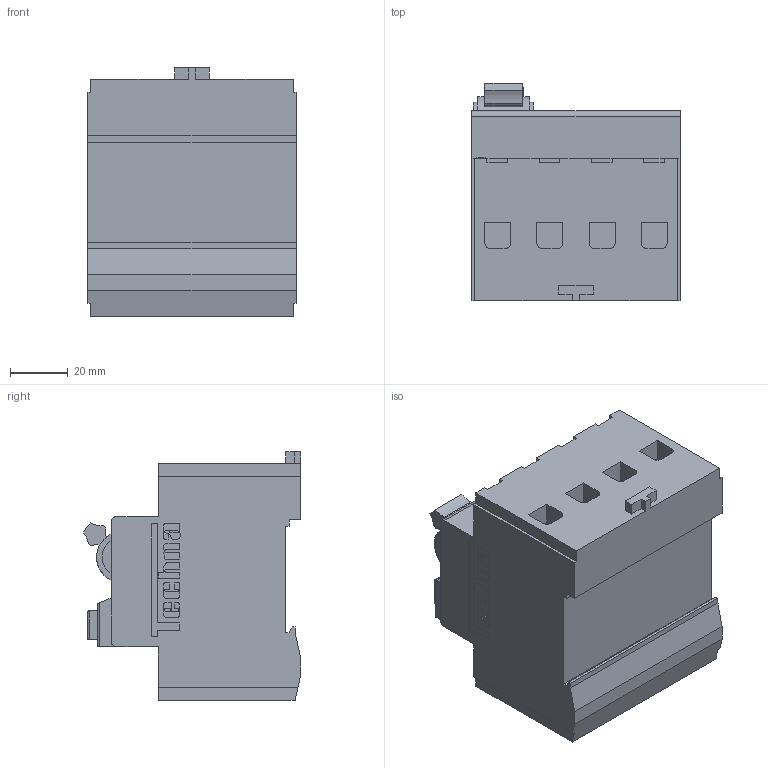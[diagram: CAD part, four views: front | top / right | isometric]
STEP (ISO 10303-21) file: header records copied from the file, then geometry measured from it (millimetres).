
FILE_DESCRIPTION (( 'STEP AP214' ), '1' );
FILE_NAME ('Ctec 4-W.STEP', '2020-05-26T09:23:14', ( '' ), ( '' ), 'SwSTEP 2.0', 'SolidWorks 2020', '' );
FILE_SCHEMA (( 'AUTOMOTIVE_DESIGN' ));
Length unit declared in the file: millimetre
Products named in the file (1): Ctec 4-W
Bounding box: 72 x 75.14 x 85.8 mm (x, y, z)
Volume: 321376.8 mm3; surface area: 36491.5 mm2
Topology: 2 solids, 2 shells, 778 faces, 2160 edges, 1438 vertices
Faces by surface type: plane 510, cylinder 243, bspline 25
Entity records: 31445 total; most frequent: CARTESIAN_POINT 6008, ORIENTED_EDGE 4320, DIRECTION 4144, EDGE_CURVE 2160, VECTOR 1564, LINE 1564, VERTEX_POINT 1438, AXIS2_PLACEMENT_3D 1290
